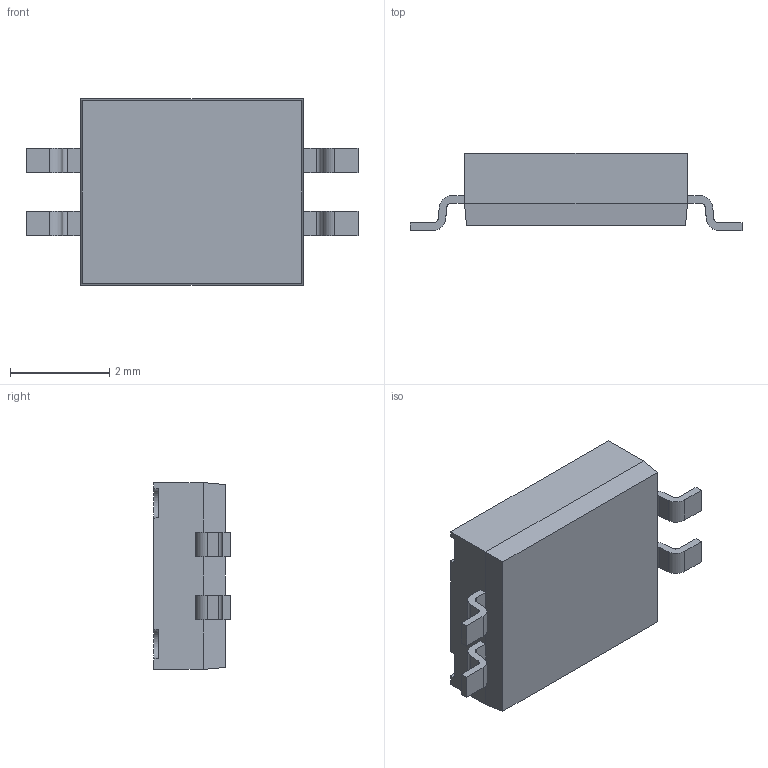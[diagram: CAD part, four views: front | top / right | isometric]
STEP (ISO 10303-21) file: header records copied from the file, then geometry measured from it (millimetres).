
FILE_DESCRIPTION (( 'STEP AP214' ), '1' );
FILE_NAME ('B5293BF4-0A15-44A0-A3CE-166DD681F9CF.STEP', '2008-06-20T06:16:36', ( 'sysAdmin' ), ( 'SolidWorks' ), 'SwSTEP 2.0', 'SolidWorks 2008', '' );
FILE_SCHEMA (( 'AUTOMOTIVE_DESIGN' ));
Length unit declared in the file: millimetre
Products named in the file (1): B5293BF4-0A15-44A0-A3CE-166DD681F9CF
Bounding box: 6.7 x 1.55 x 3.77 mm (x, y, z)
Volume: 24.1 mm3; surface area: 69.4 mm2
Topology: 1 solids, 1 shells, 110 faces, 296 edges, 192 vertices
Faces by surface type: plane 90, cylinder 16, cone 4
Entity records: 3855 total; most frequent: CARTESIAN_POINT 599, ORIENTED_EDGE 592, DIRECTION 558, EDGE_CURVE 296, VECTOR 256, LINE 256, VERTEX_POINT 192, AXIS2_PLACEMENT_3D 151
